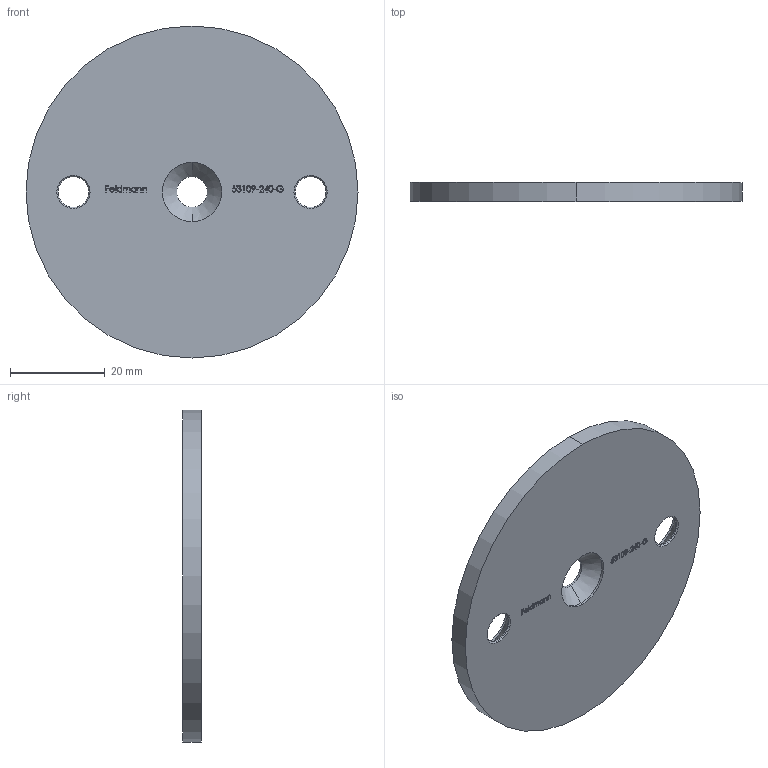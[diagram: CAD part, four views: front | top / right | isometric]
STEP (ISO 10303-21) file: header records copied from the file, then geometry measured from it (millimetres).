
FILE_DESCRIPTION (( 'STEP AP203' ), '1' );
FILE_NAME ('53109-240-G.STEP', '2020-09-21T14:47:46', ( '' ), ( '' ), 'SwSTEP 2.0', 'SolidWorks 2018', '' );
FILE_SCHEMA (( 'CONFIG_CONTROL_DESIGN' ));
Length unit declared in the file: millimetre
Products named in the file (2): 53109-240-G
Bounding box: 70 x 4 x 70 mm (x, y, z)
Volume: 14498.9 mm3; surface area: 8582.9 mm2
Topology: 1 solids, 1 shells, 267 faces, 701 edges, 462 vertices
Faces by surface type: plane 131, bspline 112, cylinder 14, cone 10
Entity records: 14618 total; most frequent: CARTESIAN_POINT 8608, ORIENTED_EDGE 1402, DIRECTION 823, EDGE_CURVE 701, VERTEX_POINT 462, VECTOR 445, LINE 445, EDGE_LOOP 299
